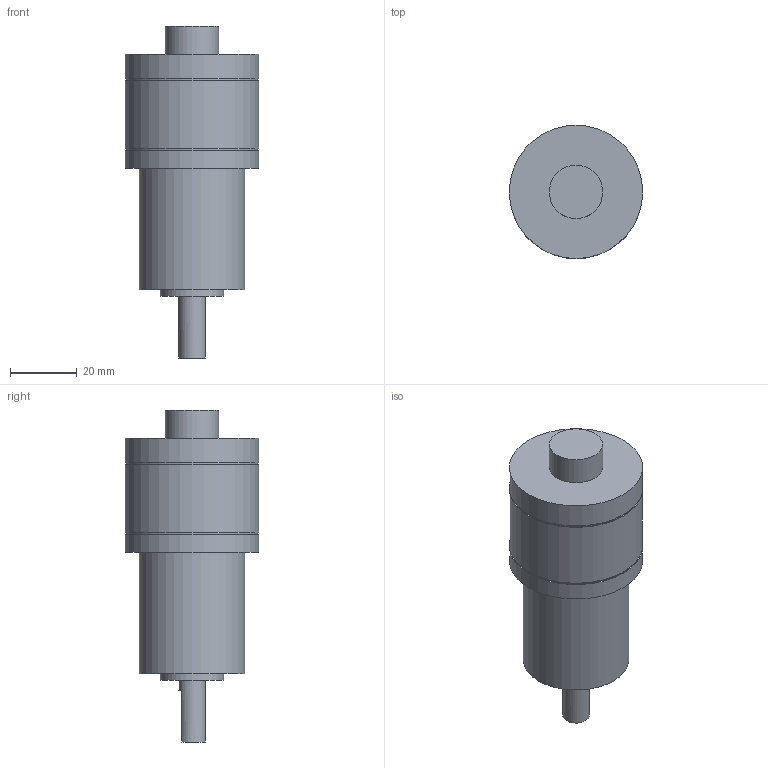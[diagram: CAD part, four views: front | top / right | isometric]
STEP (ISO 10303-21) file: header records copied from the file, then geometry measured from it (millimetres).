
FILE_DESCRIPTION(/* description */ ('STEP AP214'),/* implementation_level */ '2;1');
FILE_NAME(/* name */ '683c51004258294a187f3d44',/* time_stamp */ '2025-06-01T13:09:21Z',/* author */ (''),/* organization */ (''),/* preprocessor_version */ 'ST-DEVELOPER v20',/* originating_system */ 'ONSHAPE BY PTC INC, 1.198',/* authorisation */ ' ');
FILE_SCHEMA (('AUTOMOTIVE_DESIGN {1 0 10303 214 3 1 1}'));
Length unit declared in the file: metre
Products named in the file (1): ECi40_03
Bounding box: 40 x 40 x 99.5 mm (x, y, z)
Volume: 74544.2 mm3; surface area: 11670.3 mm2
Topology: 1 solids, 1 shells, 25 faces, 39 edges, 26 vertices
Faces by surface type: plane 14, cylinder 11
Full cylindrical faces by diameter (mm): 2 x2, 8 x1, 16 x1, 19 x1, 31.6 x1, 39.5 x2, 40 x3
Entity records: 542 total; most frequent: DIRECTION 102, CARTESIAN_POINT 78, ORIENTED_EDGE 54, AXIS2_PLACEMENT_3D 49, EDGE_LOOP 46, FACE_BOUND 46, EDGE_CURVE 27, VERTEX_POINT 25
